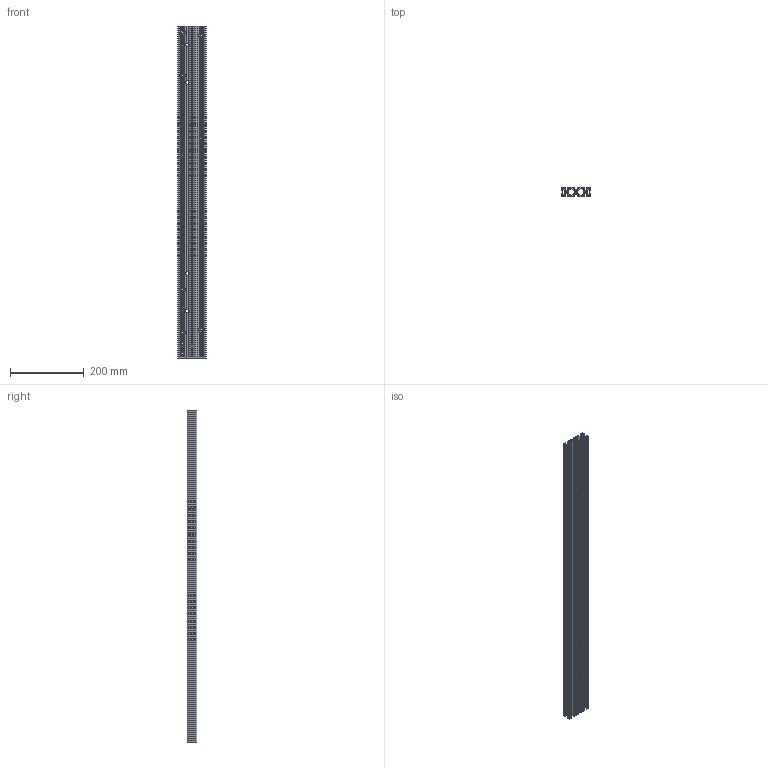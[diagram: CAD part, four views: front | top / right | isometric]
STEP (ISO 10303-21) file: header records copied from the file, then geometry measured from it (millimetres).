
FILE_DESCRIPTION (( 'STEP AP214' ), '1' );
FILE_NAME ('8020 Siding Left.STEP', '2021-03-03T02:09:16', ( '' ), ( '' ), 'SwSTEP 2.0', 'SolidWorks 2020', '' );
FILE_SCHEMA (( 'AUTOMOTIVE_DESIGN' ));
Length unit declared in the file: inch
Products named in the file (1): 8020 Siding Left
Bounding box: 76.2 x 25.4 x 897.46 mm (x, y, z)
Volume: 655705.1 mm3; surface area: 520146.2 mm2
Topology: 1 solids, 1 shells, 534 faces, 1704 edges, 1134 vertices
Faces by surface type: cylinder 342, plane 183, bspline 9
Entity records: 27164 total; most frequent: CARTESIAN_POINT 12568, ORIENTED_EDGE 3408, DIRECTION 2795, EDGE_CURVE 1704, VERTEX_POINT 1134, AXIS2_PLACEMENT_3D 1011, LINE 773, VECTOR 773
